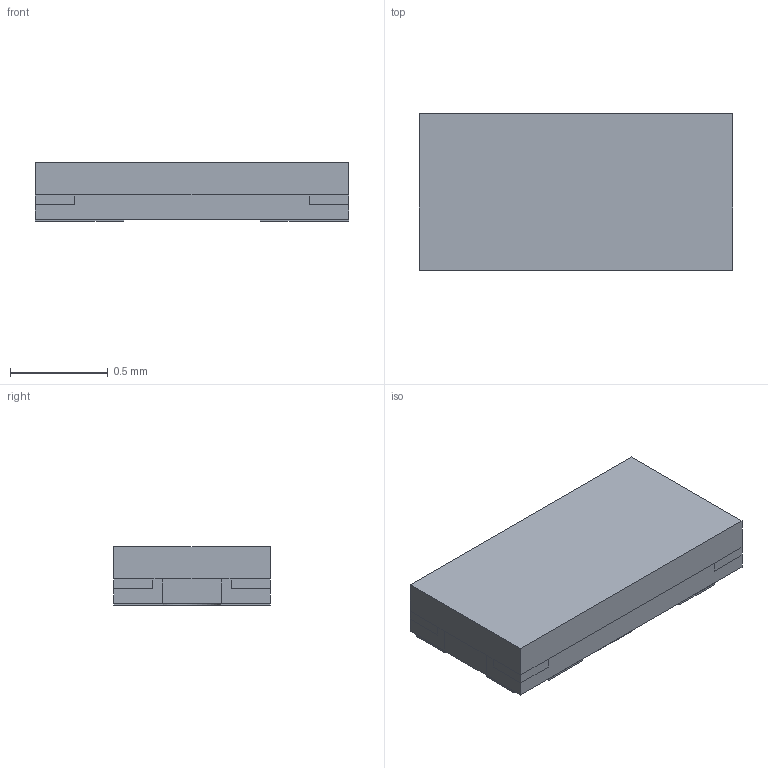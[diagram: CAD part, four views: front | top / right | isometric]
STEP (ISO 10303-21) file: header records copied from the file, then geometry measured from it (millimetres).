
FILE_DESCRIPTION (( 'STEP AP214' ), '1' );
FILE_NAME ('LED0603-FD_WHITE.STEP', '2021-12-03T13:57:21', ( '' ), ( '' ), 'SwSTEP 2.0', 'SolidWorks 2020', '' );
FILE_SCHEMA (( 'AUTOMOTIVE_DESIGN' ));
Length unit declared in the file: millimetre
Products named in the file (1): LED0603-FD_WHITE
Bounding box: 1.6 x 0.8 x 0.3 mm (x, y, z)
Volume: 0.4 mm3; surface area: 5.8 mm2
Topology: 4 solids, 4 shells, 118 faces, 305 edges, 202 vertices
Faces by surface type: plane 101, bspline 14, cylinder 3
Entity records: 5584 total; most frequent: CARTESIAN_POINT 1424, ORIENTED_EDGE 610, DIRECTION 495, EDGE_CURVE 305, VECTOR 269, LINE 269, VERTEX_POINT 202, EDGE_LOOP 125
